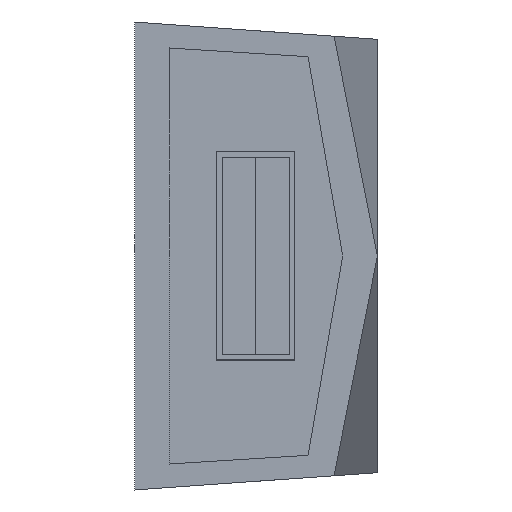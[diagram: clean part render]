
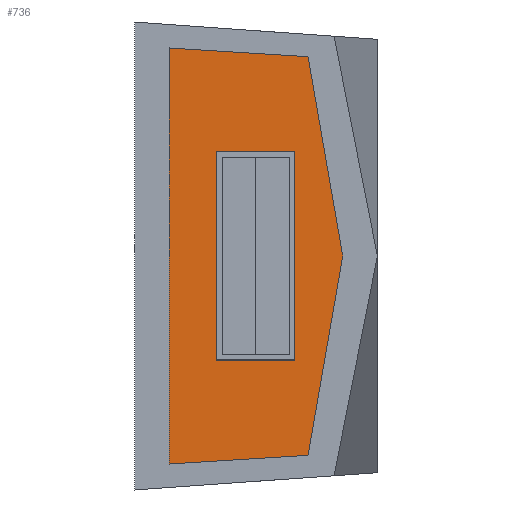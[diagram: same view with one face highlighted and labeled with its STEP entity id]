
A CAD part, left-side view. The second image highlights one B-rep face of the part: STEP entity #736.
In plain terms, the highlighted planar face has unit normal (-1, 0, 0).
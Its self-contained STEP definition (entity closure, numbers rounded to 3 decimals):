
#27 = LINE ( 'NONE', #1181, #467 ) ;
#37 = CARTESIAN_POINT ( 'NONE',  ( -2.5, 12., 25.5 ) ) ;
#80 = CARTESIAN_POINT ( 'NONE',  ( -2.5, 4.75, 19.5 ) ) ;
#83 = EDGE_CURVE ( 'NONE', #1437, #489, #999, .T. ) ;
#134 = VECTOR ( 'NONE', #442, 1000. ) ;
#137 = FACE_OUTER_BOUND ( 'NONE', #193, .T. ) ;
#140 = DIRECTION ( 'NONE',  ( 0., 0.171, -0.985 ) ) ;
#142 = VERTEX_POINT ( 'NONE', #1414 ) ;
#193 = EDGE_LOOP ( 'NONE', ( #411, #216, #346, #1126, #1022 ) ) ;
#216 = ORIENTED_EDGE ( 'NONE', *, *, #449, .F. ) ;
#226 = CARTESIAN_POINT ( 'NONE',  ( -2.5, 4.75, 7.5 ) ) ;
#248 = VERTEX_POINT ( 'NONE', #1329 ) ;
#251 = CARTESIAN_POINT ( 'NONE',  ( -2.5, 2., 13.5 ) ) ;
#277 = LINE ( 'NONE', #810, #318 ) ;
#279 = FACE_BOUND ( 'NONE', #1406, .T. ) ;
#297 = DIRECTION ( 'NONE',  ( 0., 0., 1. ) ) ;
#318 = VECTOR ( 'NONE', #676, 1000. ) ;
#346 = ORIENTED_EDGE ( 'NONE', *, *, #83, .F. ) ;
#350 = EDGE_CURVE ( 'NONE', #248, #1331, #557, .T. ) ;
#355 = VERTEX_POINT ( 'NONE', #678 ) ;
#371 = VECTOR ( 'NONE', #518, 1000. ) ;
#383 = ORIENTED_EDGE ( 'NONE', *, *, #851, .T. ) ;
#406 = DIRECTION ( 'NONE',  ( 0., 0.998, -0.062 ) ) ;
#411 = ORIENTED_EDGE ( 'NONE', *, *, #1187, .F. ) ;
#417 = CARTESIAN_POINT ( 'NONE',  ( -2.5, 0., 0. ) ) ;
#420 = LINE ( 'NONE', #996, #1445 ) ;
#442 = DIRECTION ( 'NONE',  ( 0., 0., 1. ) ) ;
#449 = EDGE_CURVE ( 'NONE', #489, #632, #27, .T. ) ;
#465 = CARTESIAN_POINT ( 'NONE',  ( -2.5, 12., 25.5 ) ) ;
#467 = VECTOR ( 'NONE', #140, 1000. ) ;
#489 = VERTEX_POINT ( 'NONE', #251 ) ;
#518 = DIRECTION ( 'NONE',  ( 0., -0.171, -0.985 ) ) ;
#557 = LINE ( 'NONE', #686, #910 ) ;
#577 = CARTESIAN_POINT ( 'NONE',  ( -2.5, 4., 25. ) ) ;
#632 = VERTEX_POINT ( 'NONE', #1428 ) ;
#647 = PLANE ( 'NONE',  #656 ) ;
#656 = AXIS2_PLACEMENT_3D ( 'NONE', #417, #799, #785 ) ;
#674 = VERTEX_POINT ( 'NONE', #891 ) ;
#676 = DIRECTION ( 'NONE',  ( 0., 1., 0. ) ) ;
#678 = CARTESIAN_POINT ( 'NONE',  ( -2.5, 4.75, 19.5 ) ) ;
#686 = CARTESIAN_POINT ( 'NONE',  ( -2.5, 9.25, 7.5 ) ) ;
#705 = EDGE_CURVE ( 'NONE', #674, #1369, #1400, .T. ) ;
#716 = LINE ( 'NONE', #80, #904 ) ;
#736 = ADVANCED_FACE ( 'NONE', ( #279, #137 ), #647, .F. ) ;
#785 = DIRECTION ( 'NONE',  ( 0., 0., -1. ) ) ;
#799 = DIRECTION ( 'NONE',  ( 1., 0., 0. ) ) ;
#810 = CARTESIAN_POINT ( 'NONE',  ( -2.5, 4.75, 7.5 ) ) ;
#819 = ORIENTED_EDGE ( 'NONE', *, *, #842, .F. ) ;
#842 = EDGE_CURVE ( 'NONE', #142, #355, #1416, .T. ) ;
#843 = ORIENTED_EDGE ( 'NONE', *, *, #350, .T. ) ;
#851 = EDGE_CURVE ( 'NONE', #142, #248, #277, .T. ) ;
#891 = CARTESIAN_POINT ( 'NONE',  ( -2.5, 12., 1.5 ) ) ;
#904 = VECTOR ( 'NONE', #1238, 1000. ) ;
#910 = VECTOR ( 'NONE', #1136, 1000. ) ;
#922 = CARTESIAN_POINT ( 'NONE',  ( -2.5, 9.25, 19.5 ) ) ;
#993 = VECTOR ( 'NONE', #1207, 1000. ) ;
#996 = CARTESIAN_POINT ( 'NONE',  ( -2.5, 4., 2. ) ) ;
#999 = LINE ( 'NONE', #1088, #371 ) ;
#1022 = ORIENTED_EDGE ( 'NONE', *, *, #705, .F. ) ;
#1088 = CARTESIAN_POINT ( 'NONE',  ( -2.5, 4., 25. ) ) ;
#1126 = ORIENTED_EDGE ( 'NONE', *, *, #1149, .F. ) ;
#1134 = CARTESIAN_POINT ( 'NONE',  ( -2.5, 12., 1.5 ) ) ;
#1136 = DIRECTION ( 'NONE',  ( 0., 0., 1. ) ) ;
#1149 = EDGE_CURVE ( 'NONE', #1369, #1437, #1189, .T. ) ;
#1181 = CARTESIAN_POINT ( 'NONE',  ( -2.5, 2., 13.5 ) ) ;
#1187 = EDGE_CURVE ( 'NONE', #632, #674, #420, .T. ) ;
#1189 = LINE ( 'NONE', #37, #993 ) ;
#1207 = DIRECTION ( 'NONE',  ( 0., -0.998, -0.062 ) ) ;
#1209 = EDGE_CURVE ( 'NONE', #355, #1331, #716, .T. ) ;
#1238 = DIRECTION ( 'NONE',  ( 0., 1., 0. ) ) ;
#1329 = CARTESIAN_POINT ( 'NONE',  ( -2.5, 9.25, 7.5 ) ) ;
#1331 = VERTEX_POINT ( 'NONE', #922 ) ;
#1369 = VERTEX_POINT ( 'NONE', #465 ) ;
#1400 = LINE ( 'NONE', #1134, #1463 ) ;
#1406 = EDGE_LOOP ( 'NONE', ( #819, #383, #843, #1407 ) ) ;
#1407 = ORIENTED_EDGE ( 'NONE', *, *, #1209, .F. ) ;
#1414 = CARTESIAN_POINT ( 'NONE',  ( -2.5, 4.75, 7.5 ) ) ;
#1416 = LINE ( 'NONE', #226, #134 ) ;
#1428 = CARTESIAN_POINT ( 'NONE',  ( -2.5, 4., 2. ) ) ;
#1437 = VERTEX_POINT ( 'NONE', #577 ) ;
#1445 = VECTOR ( 'NONE', #406, 1000. ) ;
#1463 = VECTOR ( 'NONE', #297, 1000. ) ;
